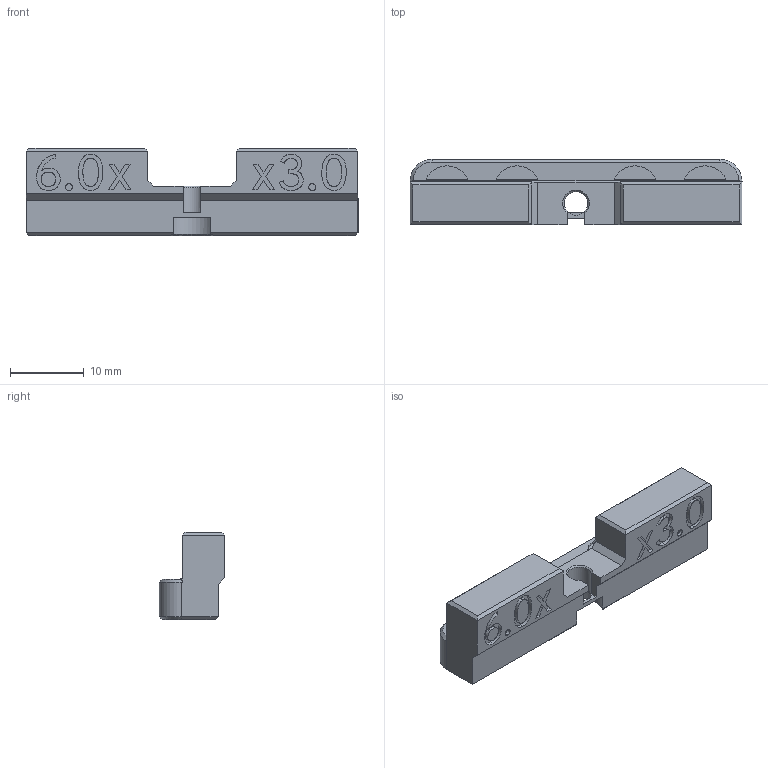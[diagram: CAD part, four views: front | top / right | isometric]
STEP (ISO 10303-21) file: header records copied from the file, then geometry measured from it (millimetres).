
FILE_DESCRIPTION(('FreeCAD Model'),'2;1');
FILE_NAME('Open CASCADE Shape Model','2025-06-17T11:53:08',(''),(''), 'Open CASCADE STEP processor 7.7','FreeCAD','Unknown');
FILE_SCHEMA(('AUTOMOTIVE_DESIGN { 1 0 10303 214 1 1 1 1 }'));
Length unit declared in the file: millimetre
Products named in the file (1): frame_6.0x3.0magnet_5.5mm_door__+mesh
Bounding box: 45 x 8.9 x 11.84 mm (x, y, z)
Volume: 2716.5 mm3; surface area: 2245.2 mm2
Topology: 1 solids, 1 shells, 315 faces, 904 edges, 611 vertices
Faces by surface type: plane 121, cylinder 108, extrusion 74, cone 12
Full cylindrical faces by diameter (mm): 3.2 x1, 6.2 x4
Entity records: 14024 total; most frequent: CARTESIAN_POINT 5880, ORIENTED_EDGE 1808, DIRECTION 1501, EDGE_CURVE 904, VERTEX_POINT 611, VECTOR 523, AXIS2_PLACEMENT_3D 489, LINE 449
